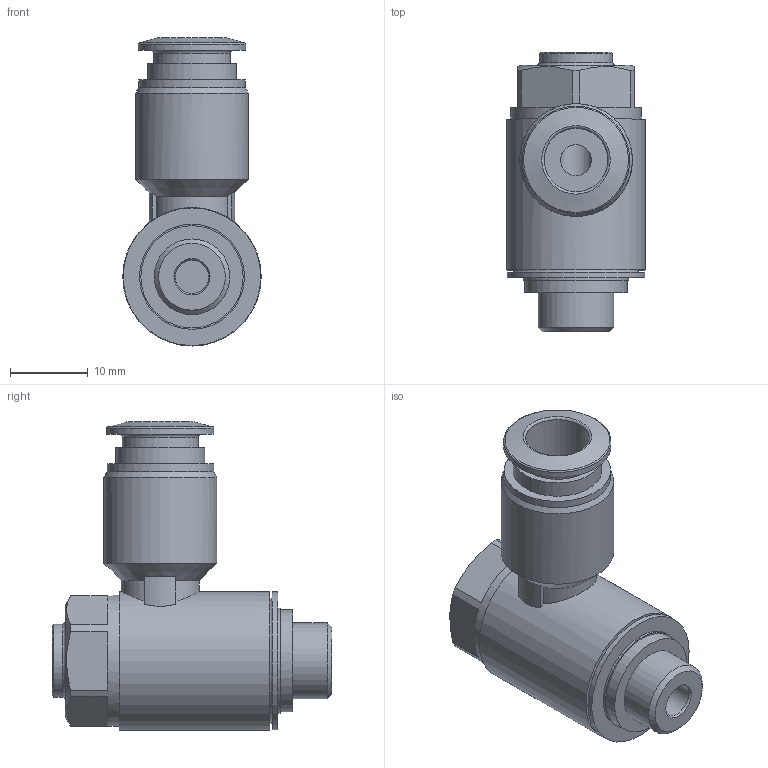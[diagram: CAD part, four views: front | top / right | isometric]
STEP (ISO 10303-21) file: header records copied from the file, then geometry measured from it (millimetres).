
FILE_DESCRIPTION(/* description */ ('STEP AP214'),/* implementation_level */ '2;1');
FILE_NAME(/* name */ '537076_GRLA-1_8-QS-8-MF-D',/* time_stamp */ '2024-08-26T03:59:39+02:00',/* author */ ('License CC BY-ND 4.0'),/* organization */ ('CADENAS'),/* preprocessor_version */ 'ST-DEVELOPER v19.3',/* originating_system */ 'PARTsolutions',/* authorisation */ ' ');
FILE_SCHEMA (('AUTOMOTIVE_DESIGN {1 0 10303 214 3 1 1}'));
Length unit declared in the file: millimetre
Products named in the file (1): 537076 GRLA-1/8-QS-8-MF-D
Bounding box: 17.8 x 35.95 x 39.6 mm (x, y, z)
Volume: 8742 mm3; surface area: 4477.1 mm2
Topology: 1 solids, 1 shells, 69 faces, 147 edges, 93 vertices
Faces by surface type: plane 35, cylinder 20, cone 9, torus 5
Full cylindrical faces by diameter (mm): 4 x1, 4.3 x1, 8.2 x2, 9.4 x1, 9.728 x1, 9.8 x1, 11.4 x1, 13.15 x1, 13.5 x1, 13.7 x1, 13.8 x1, 14.5 x1, 16.8 x1, 17.7 x1, 17.8 x1
Entity records: 2257 total; most frequent: CARTESIAN_POINT 368, DIRECTION 300, ORIENTED_EDGE 228, AXIS2_PLACEMENT_3D 135, EDGE_CURVE 114, EDGE_LOOP 114, FACE_BOUND 114, VERTEX_POINT 90
